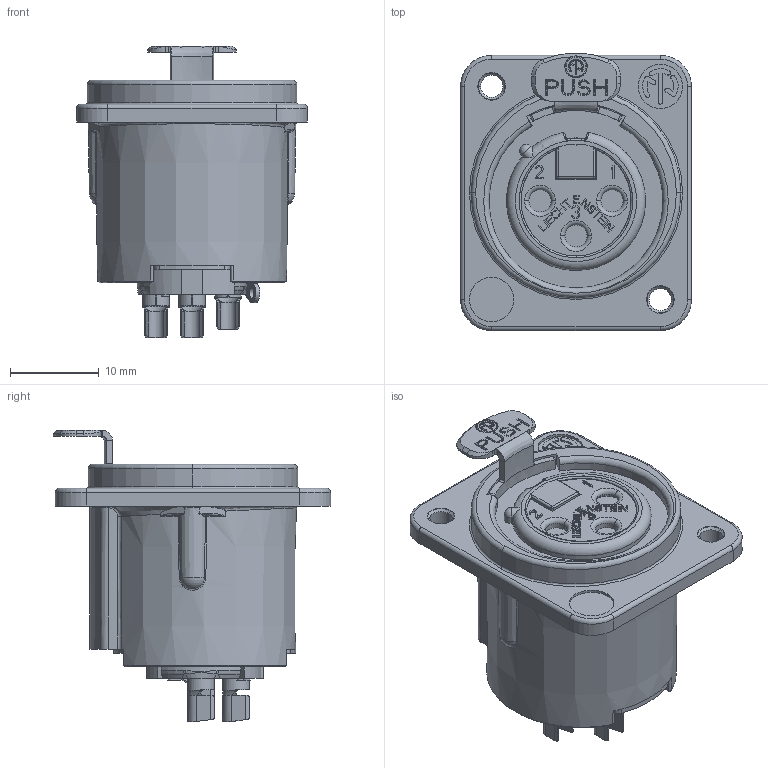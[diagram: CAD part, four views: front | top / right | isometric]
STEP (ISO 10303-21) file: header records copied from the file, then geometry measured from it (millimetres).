
FILE_DESCRIPTION((''),'2;1');
FILE_NAME('NC3FD-LX-M3','2020-03-09T10:42:29',('phk'),(''),'CREO PARAMETRIC BY PTC INC, 2019080','CREO PARAMETRIC BY PTC INC, 2019080','');
FILE_SCHEMA(('CONFIG_CONTROL_DESIGN'));
Products named in the file (1): NC3FD-LX-M3
Bounding box: 26 x 31.2 x 32.85 mm (x, y, z)
Volume: 9079.6 mm3; surface area: 5023.8 mm2
Topology: 1 solids, 4 shells, 1895 faces, 5014 edges, 3177 vertices
Faces by surface type: plane 1242, bspline 299, cylinder 205, cone 77, torus 60, sphere 12
Entity records: 70443 total; most frequent: CARTESIAN_POINT 25483, ORIENTED_EDGE 10002, DIRECTION 8188, EDGE_CURVE 5007, VECTOR 3582, LINE 3582, VERTEX_POINT 3177, AXIS2_PLACEMENT_3D 2303
